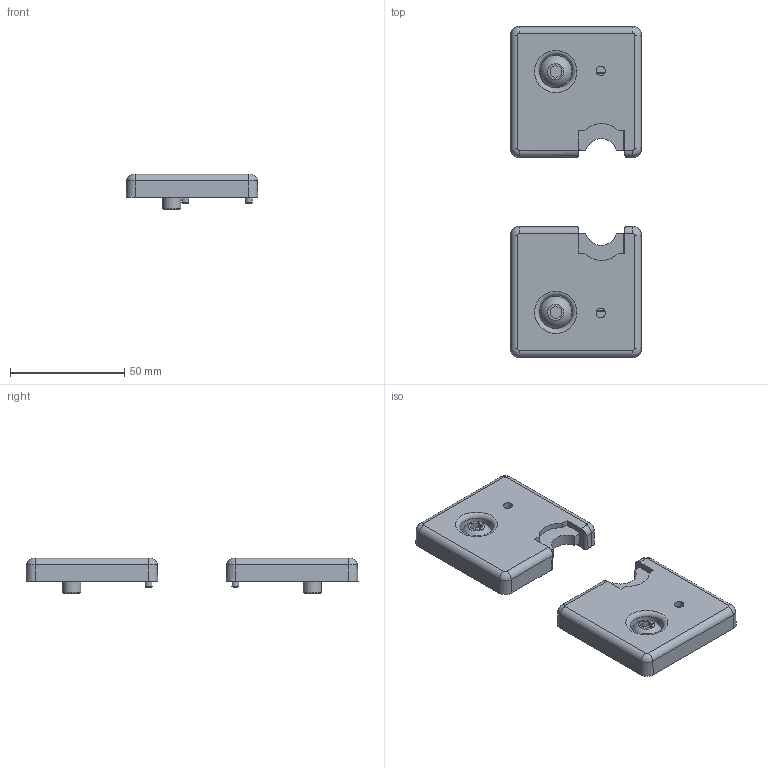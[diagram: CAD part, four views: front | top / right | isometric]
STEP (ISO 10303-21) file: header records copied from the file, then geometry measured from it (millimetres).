
FILE_DESCRIPTION(/* description */ ('STEP AP214'),/* implementation_level */ '2;1');
FILE_NAME(/* name */ '091381S01',/* time_stamp */ '2025-01-22T10:11:15+01:00',/* author */ ('License CC BY-ND 4.0'),/* organization */ ('CADENAS'),/* preprocessor_version */ 'ST-DEVELOPER v19.3',/* originating_system */ 'PARTsolutions',/* authorisation */ ' ');
FILE_SCHEMA (('AUTOMOTIVE_DESIGN {1 0 10303 214 3 1 1}'));
Length unit declared in the file: millimetre
Products named in the file (5): 091381S01; 091381S01cm; 091381S01w; 091381S01w2; 091381S01c
Assembly tree (6 placements, depth 2):
  091381S01
    091381S01cm
    091381S01w  x2
    091381S01w2  x2
    091381S01c
Bounding box: 57.8 x 145.6 x 15.5 mm (x, y, z)
Volume: 40227 mm3; surface area: 32183.5 mm2
Topology: 6 solids, 6 shells, 320 faces, 848 edges, 556 vertices
Faces by surface type: plane 170, cylinder 116, cone 20, torus 12, sphere 2
Full cylindrical faces by diameter (mm): 4 x2, 4.15 x2, 8 x2, 14 x2
Entity records: 9938 total; most frequent: DIRECTION 1489, CARTESIAN_POINT 1439, ORIENTED_EDGE 1366, EDGE_CURVE 683, AXIS2_PLACEMENT_3D 532, VERTEX_POINT 462, LINE 425, VECTOR 425
